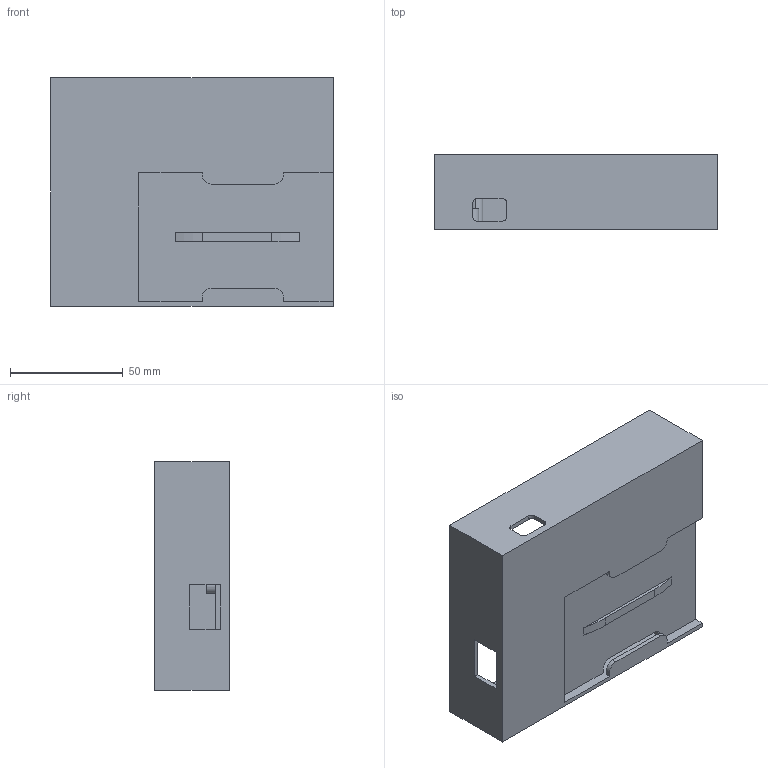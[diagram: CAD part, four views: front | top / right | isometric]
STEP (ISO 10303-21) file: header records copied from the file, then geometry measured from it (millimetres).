
FILE_DESCRIPTION (( 'STEP AP214' ), '1' );
FILE_NAME ('bottom.STEP', '2019-06-11T15:18:46', ( '' ), ( '' ), 'SwSTEP 2.0', 'SolidWorks 2017', '' );
FILE_SCHEMA (( 'AUTOMOTIVE_DESIGN' ));
Length unit declared in the file: millimetre
Products named in the file (1): bottom
Bounding box: 125 x 33 x 101 mm (x, y, z)
Volume: 63660.6 mm3; surface area: 56333.9 mm2
Topology: 1 solids, 1 shells, 145 faces, 367 edges, 244 vertices
Faces by surface type: plane 81, cylinder 64
Entity records: 4443 total; most frequent: DIRECTION 787, CARTESIAN_POINT 757, ORIENTED_EDGE 734, EDGE_CURVE 367, AXIS2_PLACEMENT_3D 274, VERTEX_POINT 244, LINE 239, VECTOR 239
